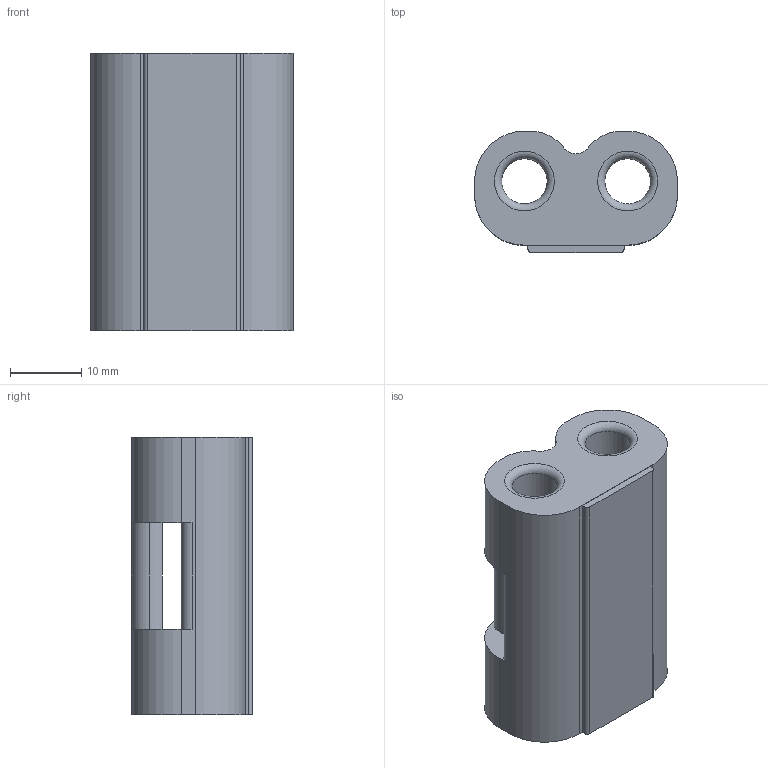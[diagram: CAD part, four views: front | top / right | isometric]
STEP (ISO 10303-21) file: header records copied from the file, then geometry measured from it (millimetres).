
FILE_DESCRIPTION(('HOOPS Exchange Step'),'2;1');
FILE_NAME('temp_export','2025-02-24T16:37:20-06:00',('campagne'),('Shapr3D Limited'),'HOOPS Exchange 2024.8','Shapr3D','Authorized');
FILE_SCHEMA( ('AP242_MANAGED_MODEL_BASED_3D_ENGINEERING_MIM_LF {1 0 10303 442 1 1 4}') );
Length unit declared in the file: millimetre
Products named in the file (2): Hinge Upper v2.step; root
Assembly tree (1 placements, depth 2):
  root
    Hinge Upper v2.step
Bounding box: 28.5 x 17 x 39 mm (x, y, z)
Volume: 11627.8 mm3; surface area: 6663.7 mm2
Topology: 2 solids, 2 shells, 42 faces, 126 edges, 82 vertices
Faces by surface type: cylinder 23, plane 17, torus 2
Full cylindrical faces by diameter (mm): 6.4 x2
Entity records: 1520 total; most frequent: DIRECTION 276, CARTESIAN_POINT 254, ORIENTED_EDGE 252, EDGE_CURVE 126, AXIS2_PLACEMENT_3D 104, VERTEX_POINT 82, VECTOR 68, LINE 68
